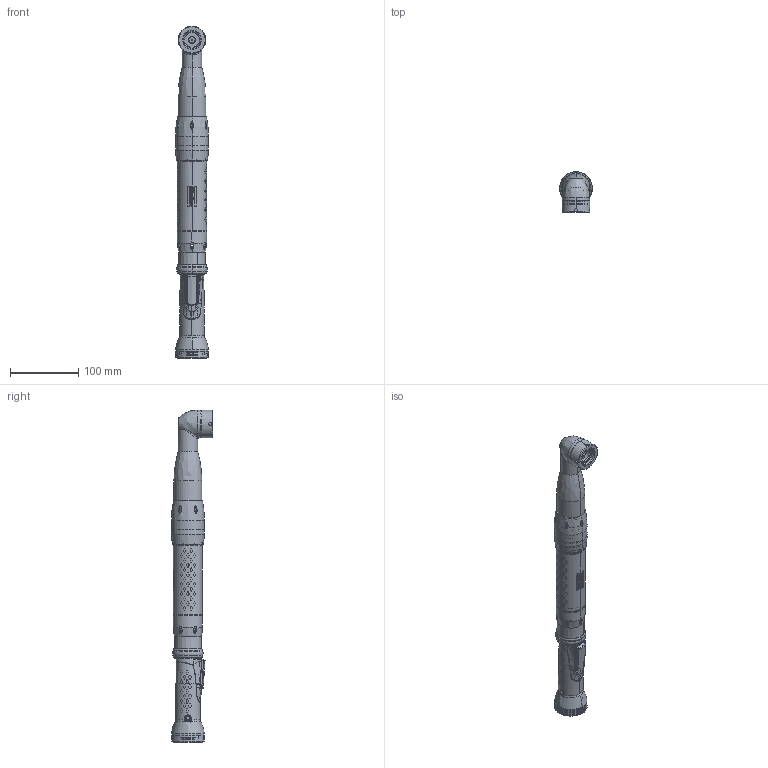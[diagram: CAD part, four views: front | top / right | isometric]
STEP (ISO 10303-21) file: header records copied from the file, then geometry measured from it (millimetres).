
FILE_DESCRIPTION((''),'2;1');
FILE_NAME('8433205508_ASM','2017-01-24T',('toocsr'),(''),'CREO PARAMETRIC BY PTC INC, 2016260','CREO PARAMETRIC BY PTC INC, 2016260','');
FILE_SCHEMA(('CONFIG_CONTROL_DESIGN','GEOMETRIC_VALIDATION_PROPERTIES_MIM'));
Length unit declared in the file: millimetre
Products named in the file (28): 4220230502; 4220232582_ASM; 4220232200; 4220232310; 4220249500_SPEC; 4220232380_ASM; 4220232603; 4220261601; 4220232683_ASM; 4220232402; 4224230103_ASM; 4220249408; 4220237107_OLD; 4220293700; 4220237081_ASM; 4220365881_ASM; 4220315701; 4224210201_ASM; 4220245703; 4210067534; 4220282365_ASM; 4090028100; 4210275002; 0663612900; 4224250406_ASM; 4220240500; 4220258400; 8433205508_ASM
Assembly tree (27 placements, depth 5):
  8433205508_ASM
    4224230103_ASM
      4220232582_ASM
        4220230502
      4220232200
      4220232380_ASM
        4220232310
        4220249500_SPEC
      4220232683_ASM
        4220232603
        4220261601
      4220232402
    4224210201_ASM
      4220365881_ASM
        4220237081_ASM
          4220249408
          4220237107_OLD
          4220293700
      4220315701
    4224250406_ASM
      4220245703
      4220282365_ASM
        4210067534
      4090028100
      4210275002
      0663612900
    4220240500
    4220258400
Bounding box: 48 x 60 x 485.65 mm (x, y, z)
Volume: 203984.1 mm3; surface area: 205318.7 mm2
Topology: 18 solids, 20 shells, 3347 faces, 8911 edges, 5788 vertices
Faces by surface type: plane 1050, bspline 1010, cylinder 581, cone 352, extrusion 205, torus 126, revolution 17, sphere 6
Entity records: 205231 total; most frequent: CARTESIAN_POINT 89490, ORIENTED_EDGE 17814, DIRECTION 11039, PRESENTATION_STYLE_ASSIGNMENT 10881, STYLED_ITEM 10857, EDGE_CURVE 8909, CURVE_STYLE 8894, VERTEX_POINT 5788
